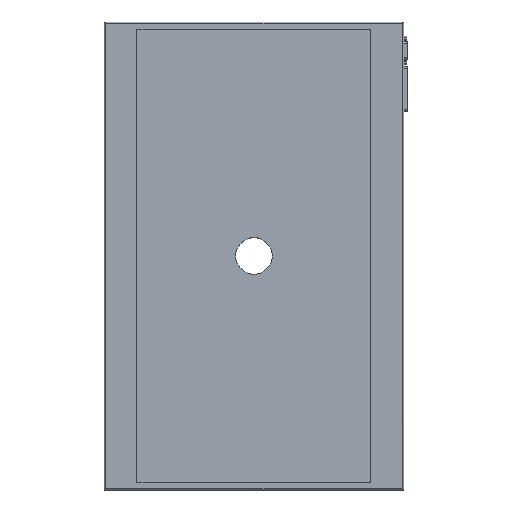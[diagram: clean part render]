
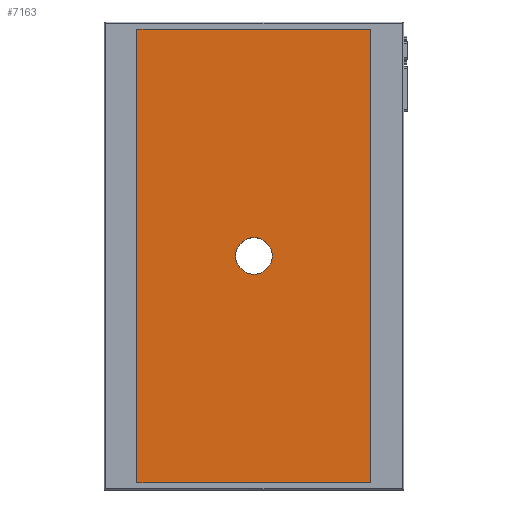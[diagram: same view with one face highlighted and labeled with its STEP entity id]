
A CAD part, top view. The second image highlights one B-rep face of the part: STEP entity #7163.
In plain terms, the highlighted face is planar.
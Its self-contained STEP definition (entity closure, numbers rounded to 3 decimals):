
#3288=CIRCLE('',#6784,25.);
#3487=ORIENTED_EDGE('',*,*,#4562,.T.);
#3488=ORIENTED_EDGE('',*,*,#4564,.T.);
#3489=ORIENTED_EDGE('',*,*,#4566,.T.);
#3490=ORIENTED_EDGE('',*,*,#4559,.T.);
#3491=ORIENTED_EDGE('',*,*,#4567,.T.);
#4013=VECTOR('',#5357,1.);
#4016=VECTOR('',#5362,1.);
#4018=VECTOR('',#5366,1.);
#4020=VECTOR('',#5370,1.);
#4167=LINE('',#6150,#4013);
#4170=LINE('',#6155,#4016);
#4172=LINE('',#6159,#4018);
#4174=LINE('',#6162,#4020);
#4327=VERTEX_POINT('',#6148);
#4328=VERTEX_POINT('',#6149);
#4329=VERTEX_POINT('',#6154);
#4330=VERTEX_POINT('',#6158);
#4331=VERTEX_POINT('',#6164);
#4559=EDGE_CURVE('',#4327,#4328,#4167,.T.);
#4562=EDGE_CURVE('',#4328,#4329,#4170,.T.);
#4564=EDGE_CURVE('',#4329,#4330,#4172,.T.);
#4566=EDGE_CURVE('',#4330,#4327,#4174,.T.);
#4567=EDGE_CURVE('',#4331,#4331,#3288,.T.);
#4830=EDGE_LOOP('',(#3487,#3488,#3489,#3490));
#4831=EDGE_LOOP('',(#3491));
#5062=FACE_BOUND('',#4830,.T.);
#5063=FACE_BOUND('',#4831,.T.);
#5357=DIRECTION('',(320.,0.,0.));
#5362=DIRECTION('',(0.,-620.,0.));
#5366=DIRECTION('',(-320.,0.,0.));
#5370=DIRECTION('',(0.,620.,0.));
#5371=DIRECTION('',(0.,0.,-1.));
#5372=DIRECTION('',(0.,1.,0.));
#5373=DIRECTION('',(0.,0.,1.));
#5374=DIRECTION('',(0.,-25.,0.));
#6148=CARTESIAN_POINT('',(-365.,-10.,-21.1));
#6149=CARTESIAN_POINT('',(-45.,-10.,-21.1));
#6150=CARTESIAN_POINT('',(-365.,-10.,-21.1));
#6154=CARTESIAN_POINT('',(-45.,-630.,-21.1));
#6155=CARTESIAN_POINT('',(-45.,-10.,-21.1));
#6158=CARTESIAN_POINT('',(-365.,-630.,-21.1));
#6159=CARTESIAN_POINT('',(-45.,-630.,-21.1));
#6162=CARTESIAN_POINT('',(-365.,-630.,-21.1));
#6163=CARTESIAN_POINT('',(-45.,-10.,-21.1));
#6164=CARTESIAN_POINT('',(-205.,-345.,-21.1));
#6165=CARTESIAN_POINT('',(-205.,-320.,-21.1));
#6783=AXIS2_PLACEMENT_3D('',#6163,#5371,#5372);
#6784=AXIS2_PLACEMENT_3D('',#6165,#5373,#5374);
#7079=PLANE('',#6783);
#7163=ADVANCED_FACE('',(#5062,#5063),#7079,.T.);
